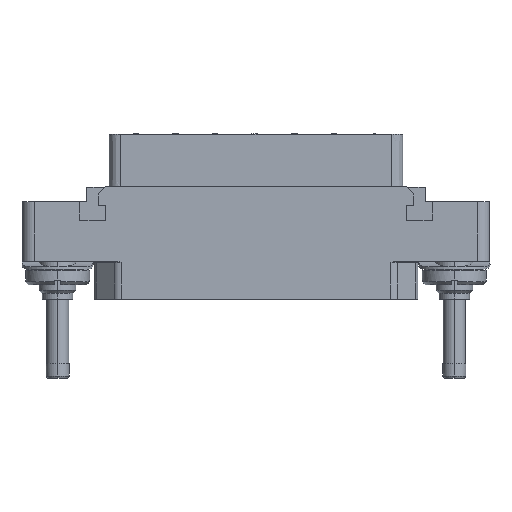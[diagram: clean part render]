
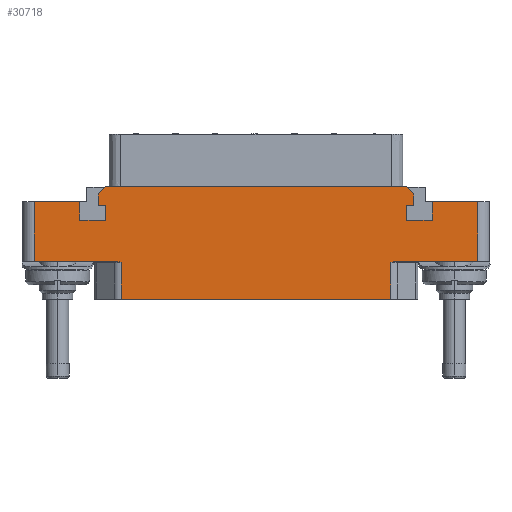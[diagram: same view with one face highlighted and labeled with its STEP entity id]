
A CAD part, top view. The second image highlights one B-rep face of the part: STEP entity #30718.
In plain terms, the highlighted planar face has unit normal (0, 0, 1).
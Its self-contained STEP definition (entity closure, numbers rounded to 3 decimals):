
#1=DIRECTION('',(1.,0.,0.));
#2=VECTOR('',#1,7.8);
#3=CARTESIAN_POINT('',(-38.,10.25,7.));
#4=LINE('',#3,#2);
#5=DIRECTION('',(0.,-1.,0.));
#6=VECTOR('',#5,3.2);
#7=CARTESIAN_POINT('',(-30.2,10.25,7.));
#8=LINE('',#7,#6);
#9=DIRECTION('',(1.,0.,0.));
#10=VECTOR('',#9,4.4);
#11=CARTESIAN_POINT('',(-30.2,7.05,7.));
#12=LINE('',#11,#10);
#13=DIRECTION('',(0.,1.,0.));
#14=VECTOR('',#13,2.6);
#15=CARTESIAN_POINT('',(-25.8,7.05,7.));
#16=LINE('',#15,#14);
#17=DIRECTION('',(-1.,0.,0.));
#18=VECTOR('',#17,1.2);
#19=CARTESIAN_POINT('',(-25.8,9.65,7.));
#20=LINE('',#19,#18);
#21=DIRECTION('',(0.,-1.,0.));
#22=VECTOR('',#21,1.9);
#23=CARTESIAN_POINT('',(-27.,11.55,7.));
#24=LINE('',#23,#22);
#25=DIRECTION('',(1.,0.,0.));
#26=VECTOR('',#25,51.6);
#27=CARTESIAN_POINT('',(-25.8,12.75,7.));
#28=LINE('',#27,#26);
#29=DIRECTION('',(0.,-1.,0.));
#30=VECTOR('',#29,1.9);
#31=CARTESIAN_POINT('',(27.,11.55,7.));
#32=LINE('',#31,#30);
#33=DIRECTION('',(-1.,0.,0.));
#34=VECTOR('',#33,1.2);
#35=CARTESIAN_POINT('',(27.,9.65,7.));
#36=LINE('',#35,#34);
#37=DIRECTION('',(0.,-1.,0.));
#38=VECTOR('',#37,2.6);
#39=CARTESIAN_POINT('',(25.8,9.65,7.));
#40=LINE('',#39,#38);
#41=DIRECTION('',(1.,0.,0.));
#42=VECTOR('',#41,4.4);
#43=CARTESIAN_POINT('',(25.8,7.05,7.));
#44=LINE('',#43,#42);
#45=DIRECTION('',(0.,1.,0.));
#46=VECTOR('',#45,3.2);
#47=CARTESIAN_POINT('',(30.2,7.05,7.));
#48=LINE('',#47,#46);
#49=DIRECTION('',(1.,0.,0.));
#50=VECTOR('',#49,7.8);
#51=CARTESIAN_POINT('',(30.2,10.25,7.));
#52=LINE('',#51,#50);
#57=DIRECTION('',(1.,0.,0.));
#58=VECTOR('',#57,14.082);
#59=CARTESIAN_POINT('',(23.918,0.,7.));
#60=LINE('',#59,#58);
#228=DIRECTION('',(0.,1.,0.));
#229=VECTOR('',#228,10.25);
#230=CARTESIAN_POINT('',(38.,0.,7.));
#231=LINE('',#230,#229);
#1245=DIRECTION('',(-1.,0.,0.));
#1246=VECTOR('',#1245,46.236);
#1247=CARTESIAN_POINT('',(23.118,-6.5,7.));
#1248=LINE('',#1247,#1246);
#1538=DIRECTION('',(1.,0.,0.));
#1539=VECTOR('',#1538,14.082);
#1540=CARTESIAN_POINT('',(-38.,0.,7.));
#1541=LINE('',#1540,#1539);
#1711=CARTESIAN_POINT('',(-23.918,0.,7.));
#1712=CARTESIAN_POINT('',(-23.885,0.,7.));
#1713=CARTESIAN_POINT('',(-23.816,-0.004,7.));
#1714=CARTESIAN_POINT('',(-23.7,-0.02,7.));
#1715=CARTESIAN_POINT('',(-23.572,-0.049,7.));
#1716=CARTESIAN_POINT('',(-23.434,-0.089,7.));
#1717=CARTESIAN_POINT('',(-23.283,-0.14,7.));
#1718=CARTESIAN_POINT('',(-23.174,-0.179,7.));
#1719=CARTESIAN_POINT('',(-23.118,-0.2,7.));
#1721=DIRECTION('',(0.,1.,0.));
#1722=VECTOR('',#1721,6.3);
#1723=CARTESIAN_POINT('',(-23.118,-6.5,7.));
#1724=LINE('',#1723,#1722);
#1970=DIRECTION('',(0.,-1.,0.));
#1971=VECTOR('',#1970,10.25);
#1972=CARTESIAN_POINT('',(-38.,10.25,7.));
#1973=LINE('',#1972,#1971);
#2752=DIRECTION('',(0.707,-0.707,0.));
#2753=VECTOR('',#2752,1.697);
#2754=CARTESIAN_POINT('',(25.8,12.75,7.));
#2755=LINE('',#2754,#2753);
#2780=DIRECTION('',(-0.707,-0.707,0.));
#2781=VECTOR('',#2780,1.697);
#2782=CARTESIAN_POINT('',(-25.8,12.75,7.));
#2783=LINE('',#2782,#2781);
#21980=DIRECTION('',(0.,1.,0.));
#21981=VECTOR('',#21980,6.3);
#21982=CARTESIAN_POINT('',(23.118,-6.5,7.));
#21983=LINE('',#21982,#21981);
#21989=CARTESIAN_POINT('',(23.118,-0.2,7.));
#21990=CARTESIAN_POINT('',(23.174,-0.179,7.));
#21991=CARTESIAN_POINT('',(23.283,-0.14,7.));
#21992=CARTESIAN_POINT('',(23.434,-0.089,7.));
#21993=CARTESIAN_POINT('',(23.572,-0.049,7.));
#21994=CARTESIAN_POINT('',(23.7,-0.02,7.));
#21995=CARTESIAN_POINT('',(23.816,-0.004,7.));
#21996=CARTESIAN_POINT('',(23.885,0.,7.));
#21997=CARTESIAN_POINT('',(23.918,0.,7.));
#24625=CARTESIAN_POINT('',(-30.2,10.25,7.));
#24626=CARTESIAN_POINT('',(-30.2,7.05,7.));
#24627=VERTEX_POINT('',#24625);
#24628=VERTEX_POINT('',#24626);
#24629=CARTESIAN_POINT('',(-25.8,7.05,7.));
#24630=VERTEX_POINT('',#24629);
#24631=CARTESIAN_POINT('',(-25.8,9.65,7.));
#24632=VERTEX_POINT('',#24631);
#24633=CARTESIAN_POINT('',(-27.,9.65,7.));
#24634=VERTEX_POINT('',#24633);
#24635=CARTESIAN_POINT('',(27.,9.65,7.));
#24636=CARTESIAN_POINT('',(25.8,9.65,7.));
#24637=VERTEX_POINT('',#24635);
#24638=VERTEX_POINT('',#24636);
#24639=CARTESIAN_POINT('',(25.8,7.05,7.));
#24640=VERTEX_POINT('',#24639);
#24641=CARTESIAN_POINT('',(30.2,7.05,7.));
#24642=VERTEX_POINT('',#24641);
#24643=CARTESIAN_POINT('',(30.2,10.25,7.));
#24644=VERTEX_POINT('',#24643);
#24649=CARTESIAN_POINT('',(-25.8,12.75,7.));
#24651=VERTEX_POINT('',#24649);
#24653=CARTESIAN_POINT('',(-27.,11.55,7.));
#24655=VERTEX_POINT('',#24653);
#24657=CARTESIAN_POINT('',(25.8,12.75,7.));
#24659=VERTEX_POINT('',#24657);
#24661=CARTESIAN_POINT('',(27.,11.55,7.));
#24663=VERTEX_POINT('',#24661);
#24753=CARTESIAN_POINT('',(38.,0.,7.));
#24754=CARTESIAN_POINT('',(38.,10.25,7.));
#24755=VERTEX_POINT('',#24753);
#24756=VERTEX_POINT('',#24754);
#24761=CARTESIAN_POINT('',(-38.,10.25,7.));
#24762=CARTESIAN_POINT('',(-38.,0.,7.));
#24763=VERTEX_POINT('',#24761);
#24764=VERTEX_POINT('',#24762);
#24970=CARTESIAN_POINT('',(23.118,-6.5,7.));
#24972=VERTEX_POINT('',#24970);
#24973=CARTESIAN_POINT('',(-23.118,-6.5,7.));
#24975=VERTEX_POINT('',#24973);
#25037=CARTESIAN_POINT('',(-23.118,-0.2,7.));
#25038=VERTEX_POINT('',#25037);
#25039=CARTESIAN_POINT('',(-23.918,0.,7.));
#25040=VERTEX_POINT('',#25039);
#25041=CARTESIAN_POINT('',(23.118,-0.2,7.));
#25043=VERTEX_POINT('',#25041);
#25045=CARTESIAN_POINT('',(23.918,0.,7.));
#25047=VERTEX_POINT('',#25045);
#30663=CARTESIAN_POINT('',(0.,0.,7.));
#30664=DIRECTION('',(0.,0.,-1.));
#30665=DIRECTION('',(-1.,0.,0.));
#30666=AXIS2_PLACEMENT_3D('',#30663,#30664,#30665);
#30667=PLANE('',#30666);
#30669=ORIENTED_EDGE('',*,*,#30668,.F.);
#30671=ORIENTED_EDGE('',*,*,#30670,.F.);
#30673=ORIENTED_EDGE('',*,*,#30672,.F.);
#30675=ORIENTED_EDGE('',*,*,#30674,.T.);
#30677=ORIENTED_EDGE('',*,*,#30676,.T.);
#30679=ORIENTED_EDGE('',*,*,#30678,.F.);
#30681=ORIENTED_EDGE('',*,*,#30680,.F.);
#30683=ORIENTED_EDGE('',*,*,#30682,.F.);
#30685=ORIENTED_EDGE('',*,*,#30684,.T.);
#30687=ORIENTED_EDGE('',*,*,#30686,.T.);
#30689=ORIENTED_EDGE('',*,*,#30688,.T.);
#30691=ORIENTED_EDGE('',*,*,#30690,.T.);
#30693=ORIENTED_EDGE('',*,*,#30692,.T.);
#30695=ORIENTED_EDGE('',*,*,#30694,.F.);
#30697=ORIENTED_EDGE('',*,*,#30696,.F.);
#30699=ORIENTED_EDGE('',*,*,#30698,.T.);
#30701=ORIENTED_EDGE('',*,*,#30700,.T.);
#30703=ORIENTED_EDGE('',*,*,#30702,.T.);
#30705=ORIENTED_EDGE('',*,*,#30704,.T.);
#30707=ORIENTED_EDGE('',*,*,#30706,.T.);
#30709=ORIENTED_EDGE('',*,*,#30708,.T.);
#30711=ORIENTED_EDGE('',*,*,#30710,.T.);
#30713=ORIENTED_EDGE('',*,*,#30712,.T.);
#30715=ORIENTED_EDGE('',*,*,#30714,.F.);
#30716=EDGE_LOOP('',(#30669,#30671,#30673,#30675,#30677,#30679,#30681,#30683,
#30685,#30687,#30689,#30691,#30693,#30695,#30697,#30699,#30701,#30703,#30705,
#30707,#30709,#30711,#30713,#30715));
#30717=FACE_OUTER_BOUND('',#30716,.F.);
#30718=ADVANCED_FACE('',(#30717),#30667,.F.);
#1720=B_SPLINE_CURVE_WITH_KNOTS('',3,(#1711,#1712,#1713,#1714,#1715,#1716,#1717,
#1718,#1719),.UNSPECIFIED.,.F.,.F.,(4,1,1,1,1,1,4),(0.,0.167,
0.333,0.5,0.667,0.833,1.),
.UNSPECIFIED.);
#21998=B_SPLINE_CURVE_WITH_KNOTS('',3,(#21989,#21990,#21991,#21992,#21993,
#21994,#21995,#21996,#21997),.UNSPECIFIED.,.F.,.F.,(4,1,1,1,1,1,4),(0.,
0.167,0.333,0.5,0.667,0.833,
1.),.UNSPECIFIED.);
#30668=EDGE_CURVE('',#25047,#24755,#60,.T.);
#30670=EDGE_CURVE('',#25043,#25047,#21998,.T.);
#30672=EDGE_CURVE('',#24972,#25043,#21983,.T.);
#30674=EDGE_CURVE('',#24972,#24975,#1248,.T.);
#30676=EDGE_CURVE('',#24975,#25038,#1724,.T.);
#30678=EDGE_CURVE('',#25040,#25038,#1720,.T.);
#30680=EDGE_CURVE('',#24764,#25040,#1541,.T.);
#30682=EDGE_CURVE('',#24763,#24764,#1973,.T.);
#30684=EDGE_CURVE('',#24763,#24627,#4,.T.);
#30686=EDGE_CURVE('',#24627,#24628,#8,.T.);
#30688=EDGE_CURVE('',#24628,#24630,#12,.T.);
#30690=EDGE_CURVE('',#24630,#24632,#16,.T.);
#30692=EDGE_CURVE('',#24632,#24634,#20,.T.);
#30694=EDGE_CURVE('',#24655,#24634,#24,.T.);
#30696=EDGE_CURVE('',#24651,#24655,#2783,.T.);
#30698=EDGE_CURVE('',#24651,#24659,#28,.T.);
#30700=EDGE_CURVE('',#24659,#24663,#2755,.T.);
#30702=EDGE_CURVE('',#24663,#24637,#32,.T.);
#30704=EDGE_CURVE('',#24637,#24638,#36,.T.);
#30706=EDGE_CURVE('',#24638,#24640,#40,.T.);
#30708=EDGE_CURVE('',#24640,#24642,#44,.T.);
#30710=EDGE_CURVE('',#24642,#24644,#48,.T.);
#30712=EDGE_CURVE('',#24644,#24756,#52,.T.);
#30714=EDGE_CURVE('',#24755,#24756,#231,.T.);
